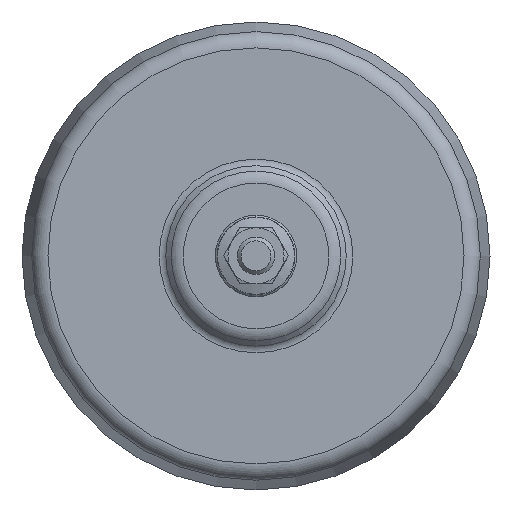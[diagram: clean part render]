
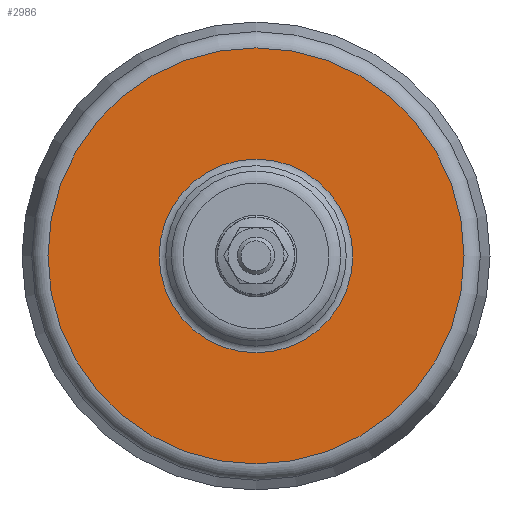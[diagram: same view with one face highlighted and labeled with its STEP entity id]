
A CAD part, top view. The second image highlights one B-rep face of the part: STEP entity #2986.
In plain terms, the highlighted planar face has unit normal (0, 0, 1).
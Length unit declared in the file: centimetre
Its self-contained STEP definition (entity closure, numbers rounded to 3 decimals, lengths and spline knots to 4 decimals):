
#158=FACE_BOUND('',#814,.T.);
#301=CIRCLE('',#3311,25.864);
#302=CIRCLE('',#3313,55.5684);
#595=FACE_OUTER_BOUND('',#813,.T.);
#813=EDGE_LOOP('',(#2674));
#814=EDGE_LOOP('',(#2675));
#1456=VERTEX_POINT('',#6975);
#1457=VERTEX_POINT('',#6979);
#1866=EDGE_CURVE('',#1456,#1456,#301,.T.);
#1867=EDGE_CURVE('',#1457,#1457,#302,.T.);
#2674=ORIENTED_EDGE('',*,*,#1867,.F.);
#2675=ORIENTED_EDGE('',*,*,#1866,.T.);
#2822=PLANE('',#3312);
#2986=ADVANCED_FACE('',(#595,#158),#2822,.T.);
#3311=AXIS2_PLACEMENT_3D('',#6977,#4125,#4126);
#3312=AXIS2_PLACEMENT_3D('',#6978,#4127,#4128);
#3313=AXIS2_PLACEMENT_3D('',#6980,#4129,#4130);
#4125=DIRECTION('center_axis',(0.,0.,-1.));
#4126=DIRECTION('ref_axis',(-1.,0.,0.));
#4127=DIRECTION('center_axis',(0.,0.,1.));
#4128=DIRECTION('ref_axis',(0.,-1.,0.));
#4129=DIRECTION('center_axis',(0.,0.,-1.));
#4130=DIRECTION('ref_axis',(-1.,0.,0.));
#6975=CARTESIAN_POINT('',(745.8347,154.7318,371.1011));
#6977=CARTESIAN_POINT('Origin',(745.8347,180.5957,371.1011));
#6978=CARTESIAN_POINT('Origin',(705.1185,180.5957,371.1011));
#6979=CARTESIAN_POINT('',(745.8347,125.0273,371.1011));
#6980=CARTESIAN_POINT('Origin',(745.8347,180.5957,371.1011));
